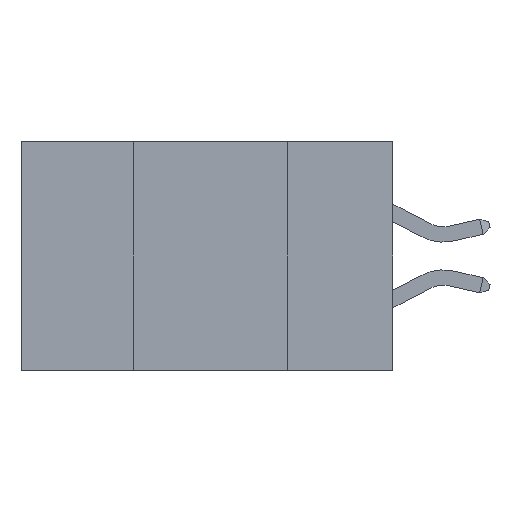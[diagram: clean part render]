
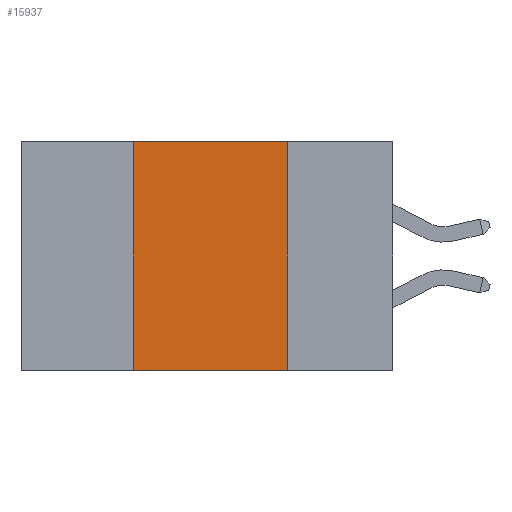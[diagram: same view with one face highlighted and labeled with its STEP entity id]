
A CAD part, left-side view. The second image highlights one B-rep face of the part: STEP entity #15937.
In plain terms, the highlighted planar face has unit normal (-1, 0, 0).
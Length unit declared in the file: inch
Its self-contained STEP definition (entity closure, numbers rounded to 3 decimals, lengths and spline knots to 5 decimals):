
#113 = EDGE_CURVE ( 'NONE', #4130, #25615, #5694, .T. ) ;
#857 = LINE ( 'NONE', #20276, #25279 ) ;
#2577 = EDGE_CURVE ( 'NONE', #28606, #18370, #4816, .T. ) ;
#4130 = VERTEX_POINT ( 'NONE', #25185 ) ;
#4816 = LINE ( 'NONE', #26332, #21837 ) ;
#5217 = ORIENTED_EDGE ( 'NONE', *, *, #7285, .F. ) ;
#5694 = LINE ( 'NONE', #14464, #17122 ) ;
#6070 = ORIENTED_EDGE ( 'NONE', *, *, #2577, .F. ) ;
#6132 = DIRECTION ( 'NONE',  ( 0., 0., 1. ) ) ;
#6901 = PLANE ( 'NONE',  #18296 ) ;
#6940 = EDGE_CURVE ( 'NONE', #28606, #25615, #857, .T. ) ;
#7285 = EDGE_CURVE ( 'NONE', #18370, #4130, #25617, .T. ) ;
#9090 = DIRECTION ( 'NONE',  ( 0., 0., -1. ) ) ;
#11783 = ORIENTED_EDGE ( 'NONE', *, *, #6940, .T. ) ;
#13602 = VECTOR ( 'NONE', #21174, 39.37008 ) ;
#14464 = CARTESIAN_POINT ( 'NONE',  ( 0., 0.17, 0. ) ) ;
#14640 = CARTESIAN_POINT ( 'NONE',  ( 0., 0.6, 0. ) ) ;
#15677 = DIRECTION ( 'NONE',  ( 0., -1., 0. ) ) ;
#15937 = ADVANCED_FACE ( 'NONE', ( #24293 ), #6901, .F. ) ;
#17122 = VECTOR ( 'NONE', #19032, 39.37008 ) ;
#17710 = ORIENTED_EDGE ( 'NONE', *, *, #113, .F. ) ;
#18296 = AXIS2_PLACEMENT_3D ( 'NONE', #20109, #24741, #9090 ) ;
#18370 = VERTEX_POINT ( 'NONE', #24843 ) ;
#19032 = DIRECTION ( 'NONE',  ( 0., 0., -1. ) ) ;
#20109 = CARTESIAN_POINT ( 'NONE',  ( 0., 0.6, 0. ) ) ;
#20276 = CARTESIAN_POINT ( 'NONE',  ( 0., 0.6, -0.37 ) ) ;
#20988 = CARTESIAN_POINT ( 'NONE',  ( 0., 0.17, -0.37 ) ) ;
#21174 = DIRECTION ( 'NONE',  ( 0., -1., 0. ) ) ;
#21837 = VECTOR ( 'NONE', #6132, 39.37008 ) ;
#23622 = EDGE_LOOP ( 'NONE', ( #17710, #5217, #6070, #11783 ) ) ;
#24293 = FACE_OUTER_BOUND ( 'NONE', #23622, .T. ) ;
#24741 = DIRECTION ( 'NONE',  ( 1., 0., 0. ) ) ;
#24843 = CARTESIAN_POINT ( 'NONE',  ( 0., 0.42, 0. ) ) ;
#24921 = CARTESIAN_POINT ( 'NONE',  ( 0., 0.42, -0.37 ) ) ;
#25185 = CARTESIAN_POINT ( 'NONE',  ( 0., 0.17, 0. ) ) ;
#25279 = VECTOR ( 'NONE', #15677, 39.37008 ) ;
#25615 = VERTEX_POINT ( 'NONE', #20988 ) ;
#25617 = LINE ( 'NONE', #14640, #13602 ) ;
#26332 = CARTESIAN_POINT ( 'NONE',  ( 0., 0.42, 0. ) ) ;
#28606 = VERTEX_POINT ( 'NONE', #24921 ) ;
